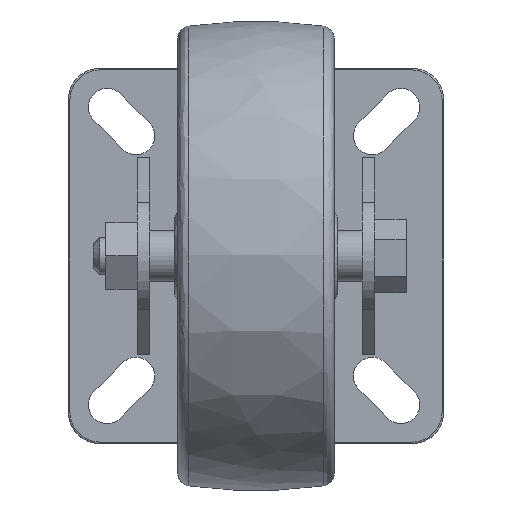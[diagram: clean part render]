
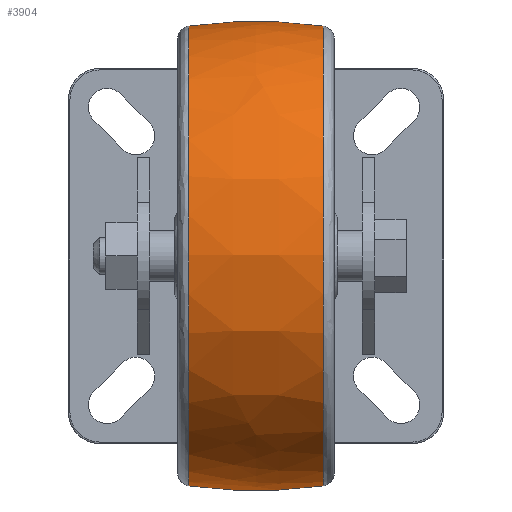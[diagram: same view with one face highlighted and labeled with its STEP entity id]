
A CAD part, front view. The second image highlights one B-rep face of the part: STEP entity #3904.
In plain terms, the highlighted free-form (B-spline) face has degree [3, 3] with [4, 4] control points.
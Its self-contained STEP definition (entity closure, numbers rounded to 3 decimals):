
#149 = CIRCLE ( 'NONE', #413, 78.625 ) ;
#347 = DIRECTION ( 'NONE',  ( 0., -0.005, -1. ) ) ;
#348 = EDGE_CURVE ( 'NONE', #393, #3461, #149, .T. ) ;
#393 = VERTEX_POINT ( 'NONE', #1339 ) ;
#413 = AXIS2_PLACEMENT_3D ( 'NONE', #4994, #710, #3846 ) ;
#595 = CARTESIAN_POINT ( 'NONE',  ( -10.774, -60.654, -36.759 ) ) ;
#710 = DIRECTION ( 'NONE',  ( 0., -1., 0.005 ) ) ;
#939 = CARTESIAN_POINT ( 'NONE',  ( 10.774, -60.654, -36.759 ) ) ;
#1088 = AXIS2_PLACEMENT_3D ( 'NONE', #2313, #3474, #347 ) ;
#1165 = CARTESIAN_POINT ( 'NONE',  ( -10.774, -133.802, 37.124 ) ) ;
#1211 = DIRECTION ( 'NONE',  ( 0., -0.005, -1. ) ) ;
#1339 = CARTESIAN_POINT ( 'NONE',  ( 10.774, -60.286, 36.757 ) ) ;
#1453 = AXIS2_PLACEMENT_3D ( 'NONE', #3416, #3045, #3787 ) ;
#1522 = CARTESIAN_POINT ( 'NONE',  ( -3.614, -60.282, 37.747 ) ) ;
#1560 = CARTESIAN_POINT ( 'NONE',  ( -3.614, -60.659, -37.749 ) ) ;
#1609 = ORIENTED_EDGE ( 'NONE', *, *, #1919, .F. ) ;
#1848 = CARTESIAN_POINT ( 'NONE',  ( 10.774, -133.802, 37.124 ) ) ;
#1902 = CARTESIAN_POINT ( 'NONE',  ( 3.614, -60.282, 37.747 ) ) ;
#1919 = EDGE_CURVE ( 'NONE', #3516, #4695, #2036, .T. ) ;
#2036 = CIRCLE ( 'NONE', #1088, 78.625 ) ;
#2078 = EDGE_CURVE ( 'NONE', #3461, #4695, #2636, .T. ) ;
#2095 = ORIENTED_EDGE ( 'NONE', *, *, #348, .T. ) ;
#2249 = CARTESIAN_POINT ( 'NONE',  ( 10.774, -60.654, -36.759 ) ) ;
#2301 = EDGE_LOOP ( 'NONE', ( #4398, #2095, #4221, #1609 ) ) ;
#2313 = CARTESIAN_POINT ( 'NONE',  ( 0., -60.265, 41.123 ) ) ;
#2382 = CARTESIAN_POINT ( 'NONE',  ( -10.774, -60.286, 36.757 ) ) ;
#2636 = CIRCLE ( 'NONE', #1453, 36.758 ) ;
#2709 = CARTESIAN_POINT ( 'NONE',  ( -10.774, -60.654, -36.759 ) ) ;
#2722 = CARTESIAN_POINT ( 'NONE',  ( 10.774, -60.47, -0.001 ) ) ;
#2937 = EDGE_CURVE ( 'NONE', #3516, #393, #2945, .T. ) ;
#2945 = CIRCLE ( 'NONE', #3301, 36.758 ) ;
#3025 = FACE_OUTER_BOUND ( 'NONE', #2301, .T. ) ;
#3045 = DIRECTION ( 'NONE',  ( 1., 0., 0. ) ) ;
#3301 = AXIS2_PLACEMENT_3D ( 'NONE', #2722, #3545, #1211 ) ;
#3409 = CARTESIAN_POINT ( 'NONE',  ( 10.774, -60.286, 36.757 ) ) ;
#3416 = CARTESIAN_POINT ( 'NONE',  ( -10.774, -60.47, -0.001 ) ) ;
#3419 = CARTESIAN_POINT ( 'NONE',  ( 3.614, -136.155, -37.372 ) ) ;
#3461 = VERTEX_POINT ( 'NONE', #2382 ) ;
#3474 = DIRECTION ( 'NONE',  ( 0., 1., -0.005 ) ) ;
#3516 = VERTEX_POINT ( 'NONE', #939 ) ;
#3545 = DIRECTION ( 'NONE',  ( -1., 0., 0. ) ) ;
#3722 =( BOUNDED_SURFACE ( )  B_SPLINE_SURFACE ( 3, 3, ( 
 ( #3409, #1848, #3844, #2249 ),
 ( #1902, #4993, #3419, #5010 ),
 ( #1522, #3927, #4652, #1560 ),
 ( #3861, #1165, #3882, #2709 ) ),
 .UNSPECIFIED., .F., .F., .T. ) 
 B_SPLINE_SURFACE_WITH_KNOTS ( ( 4, 4 ),
 ( 4, 4 ),
 ( 0., 1. ),
 ( 0., 1. ),
 .UNSPECIFIED. ) 
 GEOMETRIC_REPRESENTATION_ITEM ( )  RATIONAL_B_SPLINE_SURFACE ( (
 ( 1., 0.333, 0.333, 1.),
 ( 0.994, 0.331, 0.331, 0.994),
 ( 0.994, 0.331, 0.331, 0.994),
 ( 1., 0.333, 0.333, 1.) ) ) 
 REPRESENTATION_ITEM ( '' )  SURFACE ( )  );
#3787 = DIRECTION ( 'NONE',  ( 0., -0.005, -1. ) ) ;
#3844 = CARTESIAN_POINT ( 'NONE',  ( 10.774, -134.169, -36.392 ) ) ;
#3846 = DIRECTION ( 'NONE',  ( 0., 0.005, 1. ) ) ;
#3861 = CARTESIAN_POINT ( 'NONE',  ( -10.774, -60.286, 36.757 ) ) ;
#3882 = CARTESIAN_POINT ( 'NONE',  ( -10.774, -134.169, -36.392 ) ) ;
#3904 = ADVANCED_FACE ( 'NONE', ( #3025 ), #3722, .T. ) ;
#3927 = CARTESIAN_POINT ( 'NONE',  ( -3.614, -135.778, 38.124 ) ) ;
#4221 = ORIENTED_EDGE ( 'NONE', *, *, #2078, .T. ) ;
#4398 = ORIENTED_EDGE ( 'NONE', *, *, #2937, .T. ) ;
#4652 = CARTESIAN_POINT ( 'NONE',  ( -3.614, -136.155, -37.372 ) ) ;
#4695 = VERTEX_POINT ( 'NONE', #595 ) ;
#4993 = CARTESIAN_POINT ( 'NONE',  ( 3.614, -135.778, 38.124 ) ) ;
#4994 = CARTESIAN_POINT ( 'NONE',  ( 0., -60.675, -41.126 ) ) ;
#5010 = CARTESIAN_POINT ( 'NONE',  ( 3.614, -60.659, -37.749 ) ) ;
